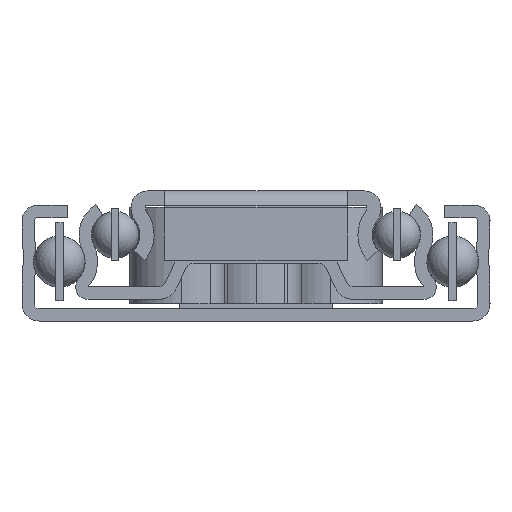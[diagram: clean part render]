
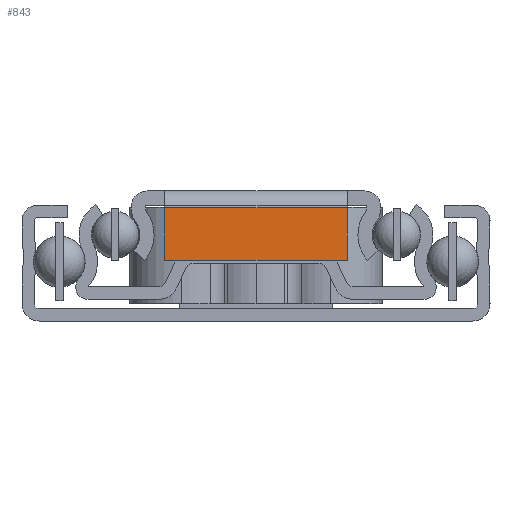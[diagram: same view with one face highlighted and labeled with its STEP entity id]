
A CAD part, left-side view. The second image highlights one B-rep face of the part: STEP entity #843.
In plain terms, the highlighted planar face has unit normal (-1, 0, 0).
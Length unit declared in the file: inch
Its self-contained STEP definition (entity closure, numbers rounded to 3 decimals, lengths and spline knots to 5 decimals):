
#843 = ADVANCED_FACE ( 'NONE', ( #3156 ), #12360, .T. ) ;
#2667 = EDGE_LOOP ( 'NONE', ( #9197, #9198, #9199, #9200 ) ) ;
#2881 = VERTEX_POINT ( 'NONE', #11762 ) ;
#2934 = VERTEX_POINT ( 'NONE', #11694 ) ;
#3156 = FACE_OUTER_BOUND ( 'NONE', #2667, .T. ) ;
#4104 = LINE ( 'NONE', #6774, #4106 ) ;
#4106 = VECTOR ( 'NONE', #6768, 39.37008 ) ;
#4107 = LINE ( 'NONE', #6762, #4111 ) ;
#4110 = LINE ( 'NONE', #6757, #4113 ) ;
#4111 = VECTOR ( 'NONE', #6758, 39.37008 ) ;
#4113 = VECTOR ( 'NONE', #6878, 39.37008 ) ;
#4115 = LINE ( 'NONE', #6782, #4116 ) ;
#4116 = VECTOR ( 'NONE', #6877, 39.37008 ) ;
#6163 = CARTESIAN_POINT ( 'NONE',  ( -26.86, 0.35, 0.01197 ) ) ;
#6166 = CARTESIAN_POINT ( 'NONE',  ( -26.86, 0.35, 0.213 ) ) ;
#6711 = EDGE_CURVE ( 'NONE', #8677, #2881, #4104, .T. ) ;
#6713 = EDGE_CURVE ( 'NONE', #2934, #2881, #4107, .T. ) ;
#6714 = EDGE_CURVE ( 'NONE', #8680, #2934, #4110, .T. ) ;
#6715 = EDGE_CURVE ( 'NONE', #8680, #8677, #4115, .T. ) ;
#6757 = CARTESIAN_POINT ( 'NONE',  ( -26.86, 0.35, 0.213 ) ) ;
#6758 = DIRECTION ( 'NONE',  ( 0., 0., -1. ) ) ;
#6762 = CARTESIAN_POINT ( 'NONE',  ( -26.86, -0.35, 0.213 ) ) ;
#6768 = DIRECTION ( 'NONE',  ( 0., -1., 0. ) ) ;
#6774 = CARTESIAN_POINT ( 'NONE',  ( -26.86, 0.35, 0.01197 ) ) ;
#6782 = CARTESIAN_POINT ( 'NONE',  ( -26.86, 0.35, 0.213 ) ) ;
#6877 = DIRECTION ( 'NONE',  ( 0., 0., -1. ) ) ;
#6878 = DIRECTION ( 'NONE',  ( 0., -1., 0. ) ) ;
#8677 = VERTEX_POINT ( 'NONE', #6163 ) ;
#8680 = VERTEX_POINT ( 'NONE', #6166 ) ;
#9197 = ORIENTED_EDGE ( 'NONE', *, *, #6711, .T. ) ;
#9198 = ORIENTED_EDGE ( 'NONE', *, *, #6713, .F. ) ;
#9199 = ORIENTED_EDGE ( 'NONE', *, *, #6714, .F. ) ;
#9200 = ORIENTED_EDGE ( 'NONE', *, *, #6715, .T. ) ;
#11694 = CARTESIAN_POINT ( 'NONE',  ( -26.86, -0.35, 0.213 ) ) ;
#11762 = CARTESIAN_POINT ( 'NONE',  ( -26.86, -0.35, 0.01197 ) ) ;
#12357 = DIRECTION ( 'NONE',  ( 0., 0., 1. ) ) ;
#12358 = DIRECTION ( 'NONE',  ( -1., 0., 0. ) ) ;
#12360 = PLANE ( 'NONE',  #12584 ) ;
#12367 = CARTESIAN_POINT ( 'NONE',  ( -26.86, 0.35, 0.213 ) ) ;
#12584 = AXIS2_PLACEMENT_3D ( 'NONE', #12367, #12358, #12357 ) ;
